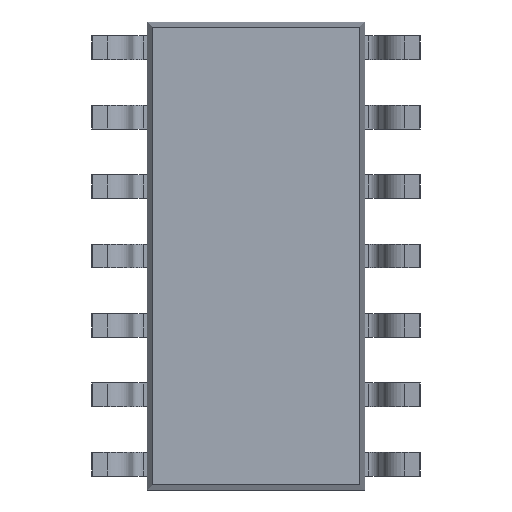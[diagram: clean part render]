
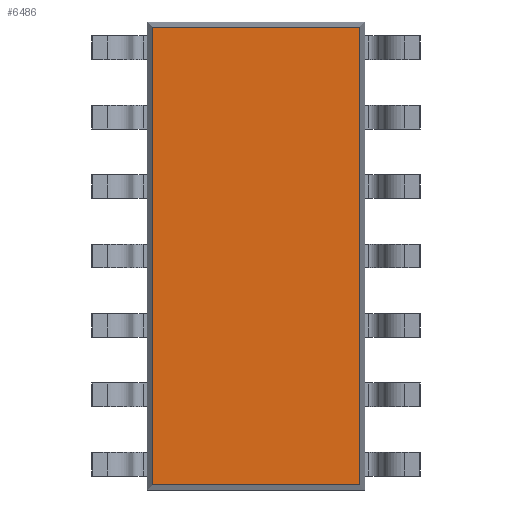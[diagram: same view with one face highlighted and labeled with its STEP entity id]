
A CAD part, front view. The second image highlights one B-rep face of the part: STEP entity #6486.
In plain terms, the highlighted planar face has unit normal (0, -1, 0).
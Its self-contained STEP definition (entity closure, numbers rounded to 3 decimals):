
#335 = ORIENTED_EDGE ( 'NONE', *, *, #6637, .T. ) ;
#475 = DIRECTION ( 'NONE',  ( 0., 0., -1. ) ) ;
#970 = CARTESIAN_POINT ( 'NONE',  ( 1.894, 0.25, 4.187 ) ) ;
#1057 = VERTEX_POINT ( 'NONE', #4940 ) ;
#1419 = VECTOR ( 'NONE', #5706, 1000. ) ;
#1810 = FACE_OUTER_BOUND ( 'NONE', #2789, .T. ) ;
#2042 = VECTOR ( 'NONE', #6666, 1000. ) ;
#2212 = VERTEX_POINT ( 'NONE', #970 ) ;
#2429 = ORIENTED_EDGE ( 'NONE', *, *, #3080, .T. ) ;
#2544 = CARTESIAN_POINT ( 'NONE',  ( 1.894, 0.25, -4.28 ) ) ;
#2689 = VERTEX_POINT ( 'NONE', #5693 ) ;
#2733 = LINE ( 'NONE', #2544, #2852 ) ;
#2734 = ORIENTED_EDGE ( 'NONE', *, *, #5088, .T. ) ;
#2789 = EDGE_LOOP ( 'NONE', ( #4482, #2734, #335, #2429 ) ) ;
#2852 = VECTOR ( 'NONE', #3580, 1000. ) ;
#3025 = CARTESIAN_POINT ( 'NONE',  ( -1.988, 0.25, -4.187 ) ) ;
#3080 = EDGE_CURVE ( 'NONE', #1057, #5210, #3199, .T. ) ;
#3199 = LINE ( 'NONE', #4530, #5423 ) ;
#3580 = DIRECTION ( 'NONE',  ( 0., 0., 1. ) ) ;
#3775 = EDGE_CURVE ( 'NONE', #5210, #2689, #5996, .T. ) ;
#3874 = PLANE ( 'NONE',  #6430 ) ;
#4147 = LINE ( 'NONE', #5662, #2042 ) ;
#4482 = ORIENTED_EDGE ( 'NONE', *, *, #3775, .T. ) ;
#4530 = CARTESIAN_POINT ( 'NONE',  ( -1.894, 0.25, 4.28 ) ) ;
#4940 = CARTESIAN_POINT ( 'NONE',  ( -1.894, 0.25, 4.187 ) ) ;
#5088 = EDGE_CURVE ( 'NONE', #2689, #2212, #2733, .T. ) ;
#5089 = DIRECTION ( 'NONE',  ( 0., -1., 0. ) ) ;
#5210 = VERTEX_POINT ( 'NONE', #5369 ) ;
#5369 = CARTESIAN_POINT ( 'NONE',  ( -1.894, 0.25, -4.187 ) ) ;
#5423 = VECTOR ( 'NONE', #475, 1000. ) ;
#5662 = CARTESIAN_POINT ( 'NONE',  ( 1.987, 0.25, 4.187 ) ) ;
#5693 = CARTESIAN_POINT ( 'NONE',  ( 1.894, 0.25, -4.187 ) ) ;
#5706 = DIRECTION ( 'NONE',  ( 1., 0., 0. ) ) ;
#5996 = LINE ( 'NONE', #3025, #1419 ) ;
#6035 = CARTESIAN_POINT ( 'NONE',  ( 0., 0.25, 0. ) ) ;
#6430 = AXIS2_PLACEMENT_3D ( 'NONE', #6035, #5089, #6538 ) ;
#6486 = ADVANCED_FACE ( 'NONE', ( #1810 ), #3874, .T. ) ;
#6538 = DIRECTION ( 'NONE',  ( 0., 0., -1. ) ) ;
#6637 = EDGE_CURVE ( 'NONE', #2212, #1057, #4147, .T. ) ;
#6666 = DIRECTION ( 'NONE',  ( -1., 0., 0. ) ) ;
